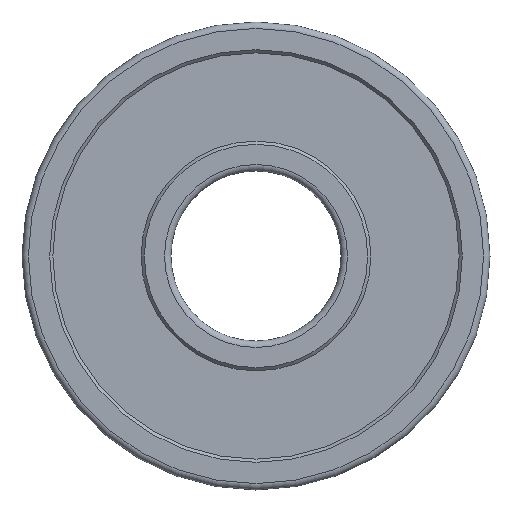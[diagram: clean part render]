
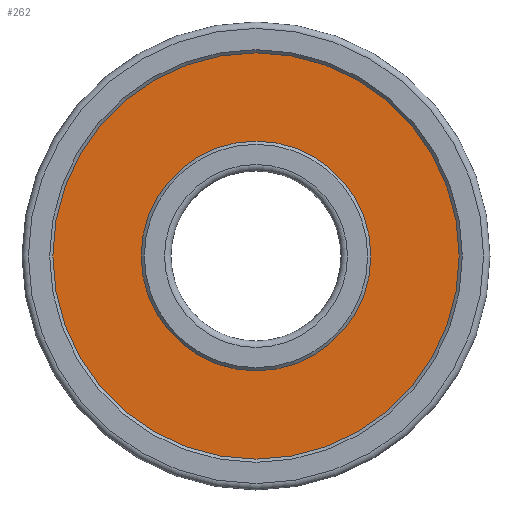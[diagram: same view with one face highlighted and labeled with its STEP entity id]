
A CAD part, left-side view. The second image highlights one B-rep face of the part: STEP entity #262.
In plain terms, the highlighted planar face has unit normal (-1, 0, 0).
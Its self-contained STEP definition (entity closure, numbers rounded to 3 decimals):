
#262 = ADVANCED_FACE( '', ( #468, #469 ), #470, .T. );
#468 = FACE_BOUND( '', #675, .T. );
#469 = FACE_OUTER_BOUND( '', #676, .T. );
#470 = PLANE( '', #677 );
#675 = EDGE_LOOP( '', ( #902 ) );
#676 = EDGE_LOOP( '', ( #903 ) );
#677 = AXIS2_PLACEMENT_3D( '', #904, #905, #906 );
#902 = ORIENTED_EDGE( '', *, *, #1127, .T. );
#903 = ORIENTED_EDGE( '', *, *, #1128, .F. );
#904 = CARTESIAN_POINT( '', ( 0., 9.55, 0. ) );
#905 = DIRECTION( '', ( -1., 0., 0. ) );
#906 = DIRECTION( '', ( 0., 0., 1. ) );
#1127 = EDGE_CURVE( '', #1263, #1263, #1264, .T. );
#1128 = EDGE_CURVE( '', #1265, #1265, #1266, .T. );
#1263 = VERTEX_POINT( '', #2173 );
#1264 = CIRCLE( '', #2174, 5.4 );
#1265 = VERTEX_POINT( '', #2175 );
#1266 = CIRCLE( '', #2176, 9.55 );
#2173 = CARTESIAN_POINT( '', ( 0., 0., -5.4 ) );
#2174 = AXIS2_PLACEMENT_3D( '', #2295, #2296, #2297 );
#2175 = CARTESIAN_POINT( '', ( 0., 0., -9.55 ) );
#2176 = AXIS2_PLACEMENT_3D( '', #2298, #2299, #2300 );
#2295 = CARTESIAN_POINT( '', ( 0., 0., 0. ) );
#2296 = DIRECTION( '', ( 1., 0., 0. ) );
#2297 = DIRECTION( '', ( 0., 0., -1. ) );
#2298 = CARTESIAN_POINT( '', ( 0., 0., 0. ) );
#2299 = DIRECTION( '', ( 1., 0., 0. ) );
#2300 = DIRECTION( '', ( 0., 0., -1. ) );
